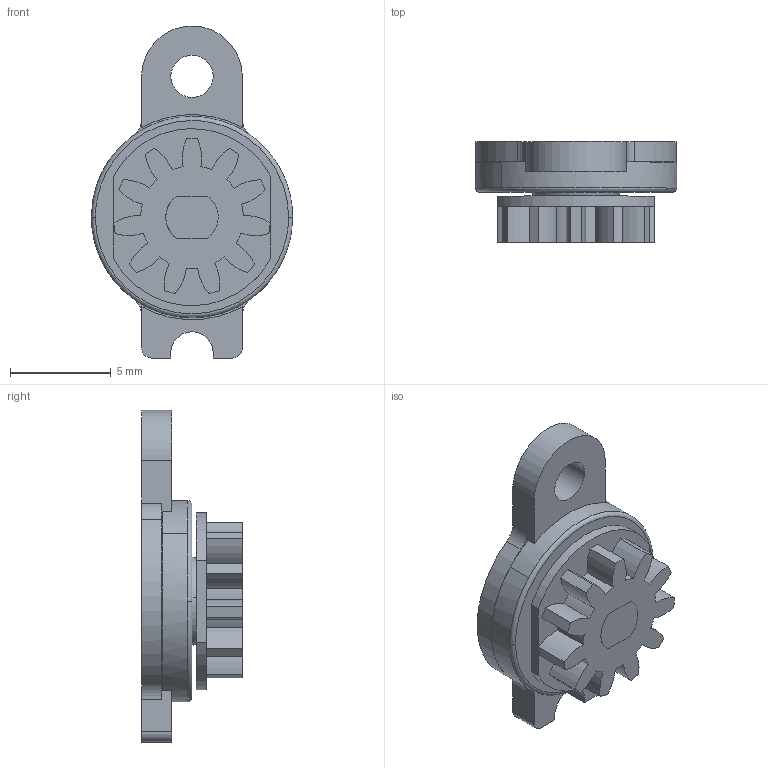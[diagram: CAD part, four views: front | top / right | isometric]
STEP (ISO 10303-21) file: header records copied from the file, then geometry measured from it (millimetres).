
FILE_DESCRIPTION((''),'2;1');
FILE_NAME('','2011-05-27T15:16:10',(''),(''),'','CADfix','');
FILE_SCHEMA(('AUTOMOTIVE_DESIGN { 1 0 10303 214 1 1 1 1 }'));
Length unit declared in the file: millimetre
Bounding box: 10 x 5 x 16.5 mm (x, y, z)
Volume: 325.4 mm3; surface area: 604.7 mm2
Topology: 2 solids, 2 shells, 107 faces, 306 edges, 210 vertices
Faces by surface type: bspline 107
Entity records: 3625 total; most frequent: CARTESIAN_POINT 1936, ORIENTED_EDGE 612, EDGE_CURVE 306, VERTEX_POINT 210, QUASI_UNIFORM_CURVE 134, EDGE_LOOP 118, FACE_OUTER_BOUND 107, ADVANCED_FACE 107
